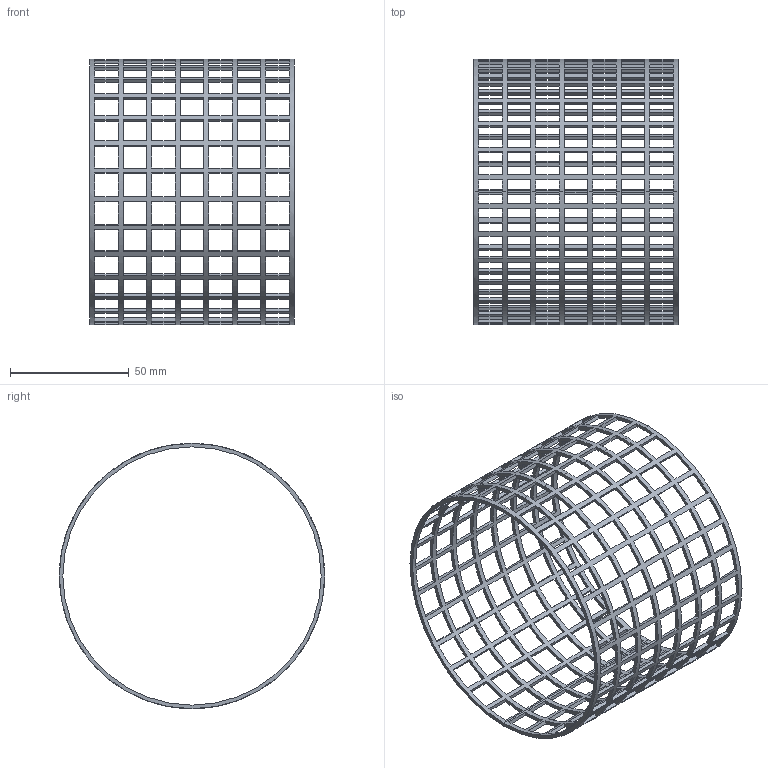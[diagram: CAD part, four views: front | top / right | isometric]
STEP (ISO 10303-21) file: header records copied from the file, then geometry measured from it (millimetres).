
FILE_DESCRIPTION (( 'STEP AP203' ), '1' );
FILE_NAME ('3D-M7011_DN100_174701055.STEP', '2024-09-21T07:59:37', ( '' ), ( '' ), 'SwSTEP 2.0', 'SolidWorks 2024', '' );
FILE_SCHEMA (( 'CONFIG_CONTROL_DESIGN' ));
Length unit declared in the file: millimetre
Products named in the file (1): 3D-M7011_DN100_174701055
Bounding box: 86 x 111.75 x 111.75 mm (x, y, z)
Volume: 14188.6 mm3; surface area: 32170.8 mm2
Topology: 1 solids, 1 shells, 818 faces, 2490 edges, 1660 vertices
Faces by surface type: plane 814, cylinder 4
Entity records: 29015 total; most frequent: ORIENTED_EDGE 4980, DIRECTION 4976, CARTESIAN_POINT 4969, EDGE_CURVE 2490, AXIS2_PLACEMENT_3D 1667, VERTEX_POINT 1660, VECTOR 1642, LINE 1642
